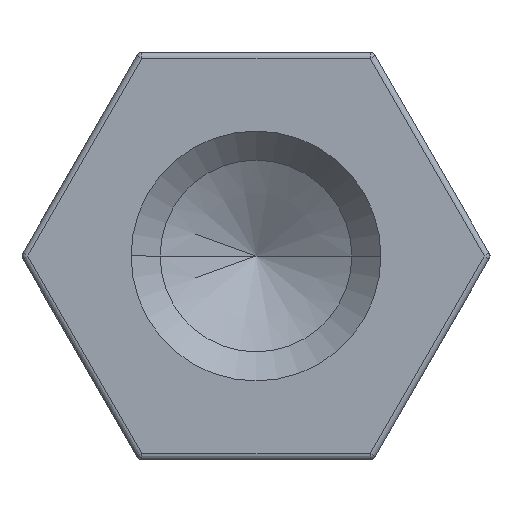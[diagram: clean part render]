
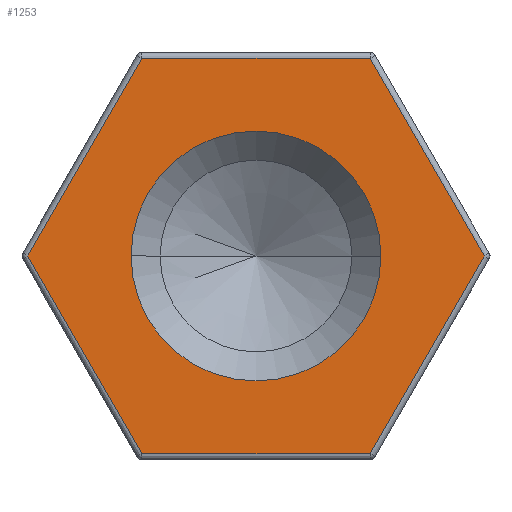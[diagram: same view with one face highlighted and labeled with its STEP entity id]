
A CAD part, left-side view. The second image highlights one B-rep face of the part: STEP entity #1253.
In plain terms, the highlighted planar face has unit normal (-1, 0, 0).
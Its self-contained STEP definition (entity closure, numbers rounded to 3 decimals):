
#6 = CARTESIAN_POINT ( 'NONE',  ( 0., -1.963, 3.4 ) ) ;
#20 = DIRECTION ( 'NONE',  ( 0., 1., 0. ) ) ;
#21 = CARTESIAN_POINT ( 'NONE',  ( 0., 0., 0. ) ) ;
#57 = DIRECTION ( 'NONE',  ( 1., 0., 0. ) ) ;
#81 = AXIS2_PLACEMENT_3D ( 'NONE', #21, #57, #20 ) ;
#104 = LINE ( 'NONE', #821, #302 ) ;
#146 = VECTOR ( 'NONE', #824, 1000. ) ;
#181 = EDGE_CURVE ( 'NONE', #966, #1119, #491, .T. ) ;
#200 = CIRCLE ( 'NONE', #1040, 2.15 ) ;
#203 = EDGE_CURVE ( 'NONE', #945, #1016, #478, .T. ) ;
#238 = CARTESIAN_POINT ( 'NONE',  ( 0., 2.15, 0. ) ) ;
#302 = VECTOR ( 'NONE', #808, 1000. ) ;
#303 = VECTOR ( 'NONE', #847, 1000. ) ;
#304 = EDGE_CURVE ( 'NONE', #1143, #966, #334, .T. ) ;
#306 = EDGE_CURVE ( 'NONE', #901, #767, #319, .T. ) ;
#307 = DIRECTION ( 'NONE',  ( 0., -0.5, 0.866 ) ) ;
#308 = LINE ( 'NONE', #834, #146 ) ;
#309 = EDGE_CURVE ( 'NONE', #767, #1143, #313, .T. ) ;
#312 = VECTOR ( 'NONE', #858, 1000. ) ;
#313 = LINE ( 'NONE', #851, #303 ) ;
#314 = EDGE_CURVE ( 'NONE', #1119, #662, #308, .T. ) ;
#316 = VECTOR ( 'NONE', #881, 1000. ) ;
#317 = EDGE_CURVE ( 'NONE', #662, #901, #104, .T. ) ;
#319 = LINE ( 'NONE', #873, #312 ) ;
#320 = CARTESIAN_POINT ( 'NONE',  ( 0., -2.944, -1.7 ) ) ;
#334 = LINE ( 'NONE', #925, #316 ) ;
#358 = DIRECTION ( 'NONE',  ( 1., 0., 0. ) ) ;
#401 = EDGE_CURVE ( 'NONE', #1016, #945, #200, .T. ) ;
#444 = CARTESIAN_POINT ( 'NONE',  ( 0., 3.926, 0. ) ) ;
#478 = CIRCLE ( 'NONE', #81, 2.15 ) ;
#487 = VECTOR ( 'NONE', #307, 1000. ) ;
#491 = LINE ( 'NONE', #320, #487 ) ;
#626 = CARTESIAN_POINT ( 'NONE',  ( 0., 1.963, -3.4 ) ) ;
#662 = VERTEX_POINT ( 'NONE', #6 ) ;
#690 = EDGE_LOOP ( 'NONE', ( #1056, #1093 ) ) ;
#726 = FACE_BOUND ( 'NONE', #690, .T. ) ;
#729 = CARTESIAN_POINT ( 'NONE',  ( 0., -2.15, 0. ) ) ;
#767 = VERTEX_POINT ( 'NONE', #444 ) ;
#808 = DIRECTION ( 'NONE',  ( 0., 1., 0. ) ) ;
#821 = CARTESIAN_POINT ( 'NONE',  ( 0., 0., 3.4 ) ) ;
#824 = DIRECTION ( 'NONE',  ( 0., 0.5, 0.866 ) ) ;
#834 = CARTESIAN_POINT ( 'NONE',  ( 0., -2.944, 1.7 ) ) ;
#847 = DIRECTION ( 'NONE',  ( 0., -0.5, -0.866 ) ) ;
#851 = CARTESIAN_POINT ( 'NONE',  ( 0., 2.944, -1.7 ) ) ;
#858 = DIRECTION ( 'NONE',  ( 0., 0.5, -0.866 ) ) ;
#873 = CARTESIAN_POINT ( 'NONE',  ( 0., 2.944, 1.7 ) ) ;
#881 = DIRECTION ( 'NONE',  ( 0., -1., 0. ) ) ;
#887 = EDGE_LOOP ( 'NONE', ( #1001, #1017, #1018, #1026, #1057, #1053 ) ) ;
#901 = VERTEX_POINT ( 'NONE', #1321 ) ;
#925 = CARTESIAN_POINT ( 'NONE',  ( 0., 0., -3.4 ) ) ;
#945 = VERTEX_POINT ( 'NONE', #238 ) ;
#954 = CARTESIAN_POINT ( 'NONE',  ( 0., 0., 0. ) ) ;
#966 = VERTEX_POINT ( 'NONE', #1363 ) ;
#1001 = ORIENTED_EDGE ( 'NONE', *, *, #314, .T. ) ;
#1016 = VERTEX_POINT ( 'NONE', #729 ) ;
#1017 = ORIENTED_EDGE ( 'NONE', *, *, #317, .T. ) ;
#1018 = ORIENTED_EDGE ( 'NONE', *, *, #306, .T. ) ;
#1026 = ORIENTED_EDGE ( 'NONE', *, *, #309, .T. ) ;
#1040 = AXIS2_PLACEMENT_3D ( 'NONE', #954, #358, #1345 ) ;
#1053 = ORIENTED_EDGE ( 'NONE', *, *, #181, .T. ) ;
#1056 = ORIENTED_EDGE ( 'NONE', *, *, #203, .T. ) ;
#1057 = ORIENTED_EDGE ( 'NONE', *, *, #304, .T. ) ;
#1093 = ORIENTED_EDGE ( 'NONE', *, *, #401, .T. ) ;
#1119 = VERTEX_POINT ( 'NONE', #1329 ) ;
#1142 = FACE_OUTER_BOUND ( 'NONE', #887, .T. ) ;
#1143 = VERTEX_POINT ( 'NONE', #626 ) ;
#1158 = CARTESIAN_POINT ( 'NONE',  ( 0., 0., 0. ) ) ;
#1196 = PLANE ( 'NONE',  #1437 ) ;
#1214 = DIRECTION ( 'NONE',  ( 0., 1., 0. ) ) ;
#1222 = DIRECTION ( 'NONE',  ( 1., 0., 0. ) ) ;
#1253 = ADVANCED_FACE ( 'NONE', ( #1142, #726 ), #1196, .F. ) ;
#1321 = CARTESIAN_POINT ( 'NONE',  ( 0., 1.963, 3.4 ) ) ;
#1329 = CARTESIAN_POINT ( 'NONE',  ( 0., -3.926, 0. ) ) ;
#1345 = DIRECTION ( 'NONE',  ( 0., 1., 0. ) ) ;
#1363 = CARTESIAN_POINT ( 'NONE',  ( 0., -1.963, -3.4 ) ) ;
#1437 = AXIS2_PLACEMENT_3D ( 'NONE', #1158, #1222, #1214 ) ;
